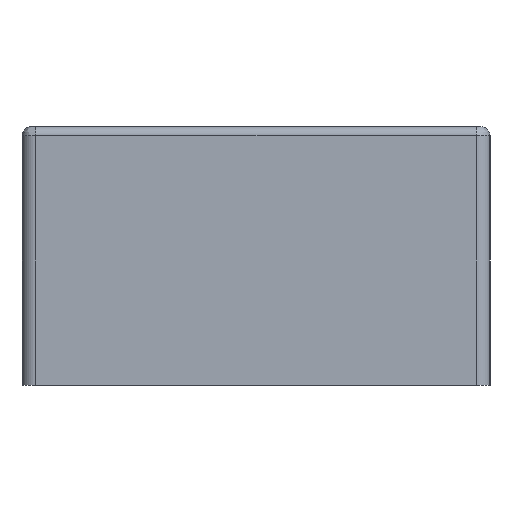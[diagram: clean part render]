
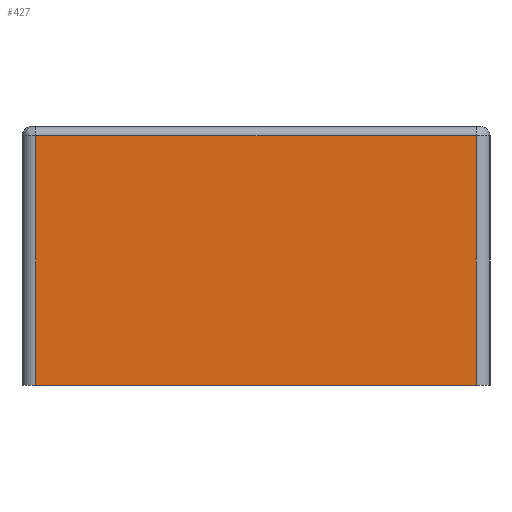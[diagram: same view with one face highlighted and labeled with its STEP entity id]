
A CAD part, left-side view. The second image highlights one B-rep face of the part: STEP entity #427.
In plain terms, the highlighted planar face has unit normal (-1, 0, 0).
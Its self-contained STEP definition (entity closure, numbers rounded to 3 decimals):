
#22=PLANE('',#472);
#33=LINE('',#667,#68);
#35=LINE('',#671,#70);
#37=LINE('',#677,#72);
#38=LINE('',#678,#73);
#68=VECTOR('',#526,10.);
#70=VECTOR('',#530,10.);
#72=VECTOR('',#536,10.);
#73=VECTOR('',#537,10.);
#117=FACE_OUTER_BOUND('',#143,.T.);
#143=EDGE_LOOP('',(#310,#311,#312,#313));
#199=VERTEX_POINT('',#655);
#204=VERTEX_POINT('',#665);
#205=VERTEX_POINT('',#670);
#207=VERTEX_POINT('',#676);
#242=EDGE_CURVE('',#204,#199,#33,.T.);
#244=EDGE_CURVE('',#199,#205,#35,.T.);
#247=EDGE_CURVE('',#207,#204,#37,.T.);
#248=EDGE_CURVE('',#205,#207,#38,.T.);
#310=ORIENTED_EDGE('',*,*,#242,.F.);
#311=ORIENTED_EDGE('',*,*,#247,.F.);
#312=ORIENTED_EDGE('',*,*,#248,.F.);
#313=ORIENTED_EDGE('',*,*,#244,.F.);
#427=ADVANCED_FACE('',(#117),#22,.T.);
#472=AXIS2_PLACEMENT_3D('',#675,#534,#535);
#526=DIRECTION('',(0.,0.,1.));
#530=DIRECTION('',(0.,-1.,0.));
#534=DIRECTION('center_axis',(-1.,0.,0.));
#535=DIRECTION('ref_axis',(0.,-1.,0.));
#536=DIRECTION('',(0.,1.,0.));
#537=DIRECTION('',(0.,0.,-1.));
#655=CARTESIAN_POINT('',(-100.,66.,0.5));
#665=CARTESIAN_POINT('',(-100.,66.,-55.));
#667=CARTESIAN_POINT('',(-100.,66.,0.));
#670=CARTESIAN_POINT('',(-100.,-32.,0.5));
#671=CARTESIAN_POINT('',(-100.,43.,0.5));
#675=CARTESIAN_POINT('Origin',(-100.,69.,0.));
#676=CARTESIAN_POINT('',(-100.,-32.,-55.));
#677=CARTESIAN_POINT('',(-100.,68.,-55.));
#678=CARTESIAN_POINT('',(-100.,-32.,0.));
